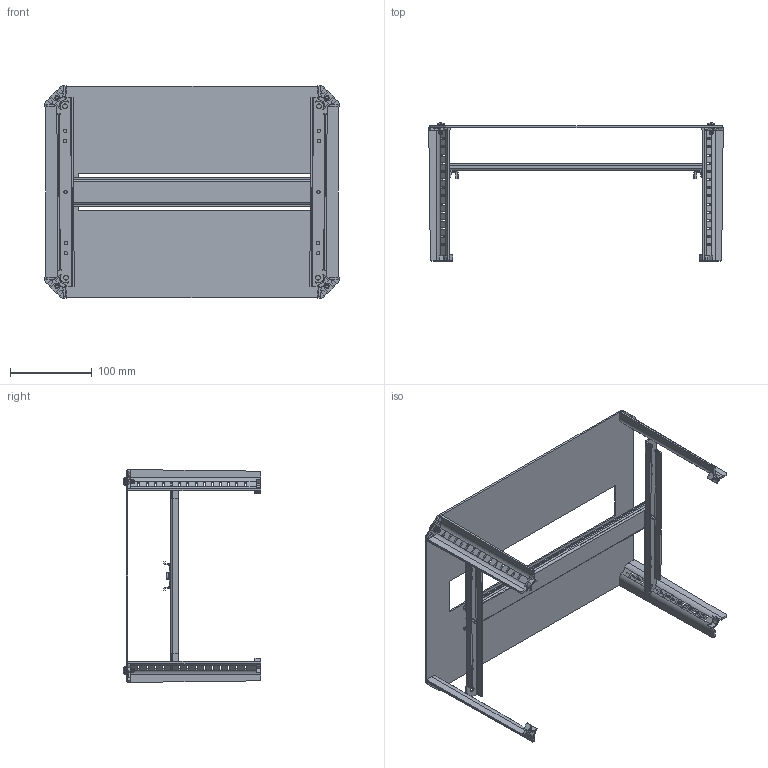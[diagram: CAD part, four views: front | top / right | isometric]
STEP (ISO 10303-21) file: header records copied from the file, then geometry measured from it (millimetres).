
FILE_DESCRIPTION (( 'STEP AP214' ), '1' );
FILE_NAME ('DRS ARCA 304021.STEP', '2013-11-25T12:38:00', ( '' ), ( '' ), 'SwSTEP 2.0', 'SolidWorks 2013', '' );
FILE_SCHEMA (( 'AUTOMOTIVE_DESIGN' ));
Length unit declared in the file: millimetre
Products named in the file (7): SB ARCA 30; PT5x10; CB ARCA 21; M4x10 Thread forming PZ; Cabinet DIN 35kisko 400; 12771; DRS ARCA 304021
Assembly tree (14 placements, depth 2):
  DRS ARCA 304021
    12771
    Cabinet DIN 35kisko 400
    M4x10 Thread forming PZ  x2
    CB ARCA 21  x4
    PT5x10  x4
    SB ARCA 30  x2
Bounding box: 360.84 x 168.94 x 260.84 mm (x, y, z)
Volume: 280495.5 mm3; surface area: 286648.7 mm2
Topology: 14 solids, 14 shells, 1989 faces, 5567 edges, 3682 vertices
Faces by surface type: plane 1138, bspline 376, cone 256, cylinder 187, torus 24, sphere 8
Entity records: 26229 total; most frequent: CARTESIAN_POINT 11544, ORIENTED_EDGE 3254, DIRECTION 2563, EDGE_CURVE 1627, VERTEX_POINT 1066, VECTOR 961, LINE 961, AXIS2_PLACEMENT_3D 801
